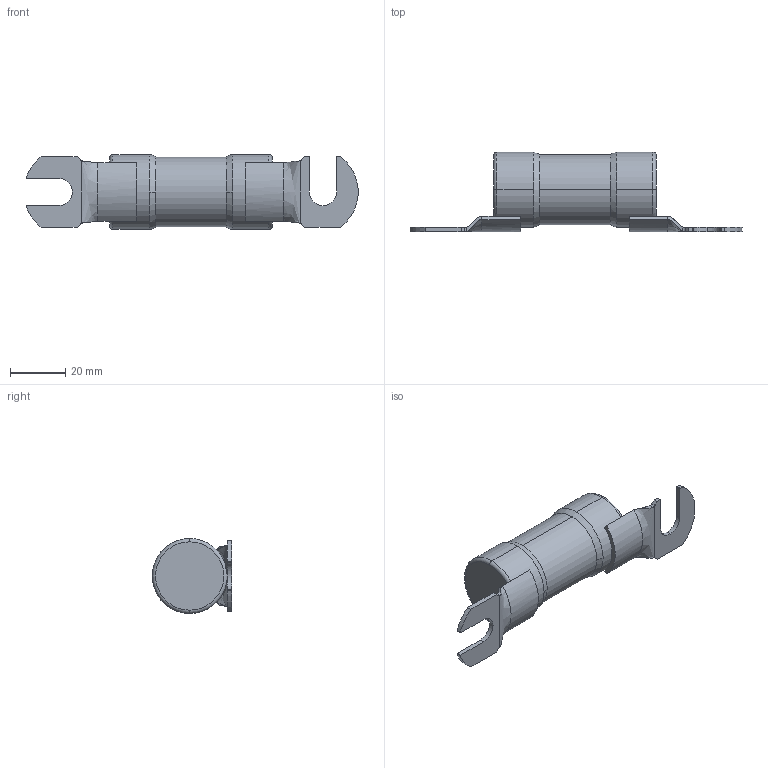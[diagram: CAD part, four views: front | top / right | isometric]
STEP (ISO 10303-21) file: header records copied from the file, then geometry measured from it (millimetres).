
FILE_DESCRIPTION (( 'STEP AP214' ), '1' );
FILE_NAME ('700279rev-.STEP', '2013-07-26T15:15:44', ( '' ), ( '' ), 'SwSTEP 2.0', 'SolidWorks 2013', '' );
FILE_SCHEMA (( 'AUTOMOTIVE_DESIGN' ));
Length unit declared in the file: inch
Products named in the file (1): 700279rev-
Bounding box: 119.67 x 28.69 x 27.03 mm (x, y, z)
Volume: 11691.5 mm3; surface area: 19661.3 mm2
Topology: 5 solids, 5 shells, 87 faces, 215 edges, 138 vertices
Faces by surface type: plane 29, cylinder 26, bspline 20, torus 8, cone 4
Entity records: 4718 total; most frequent: CARTESIAN_POINT 1519, ORIENTED_EDGE 430, DIRECTION 391, EDGE_CURVE 215, AXIS2_PLACEMENT_3D 156, VERTEX_POINT 138, UNCERTAINTY_MEASURE_WITH_UNIT 94, LENGTH_MEASURE_WITH_UNIT 94
